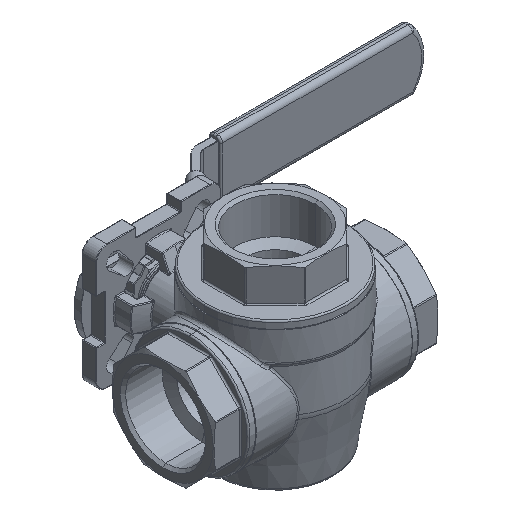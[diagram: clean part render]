
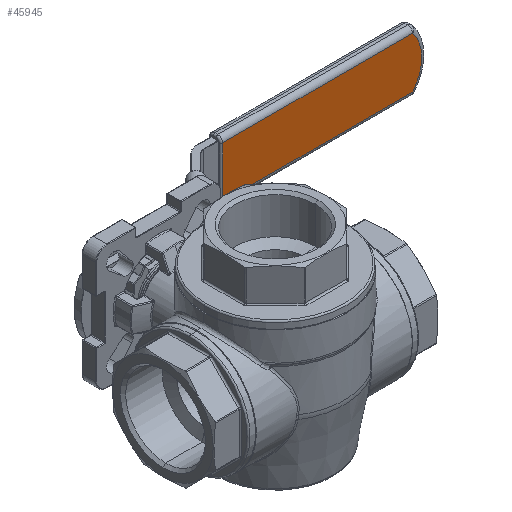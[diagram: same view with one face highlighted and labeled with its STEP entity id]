
A CAD part, isometric view. The second image highlights one B-rep face of the part: STEP entity #45945.
In plain terms, the highlighted planar face has unit normal (0, -1, 0).
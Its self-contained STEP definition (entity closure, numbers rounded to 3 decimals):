
#269 = AXIS2_PLACEMENT_3D ( 'NONE', #43834, #5819, #9953 ) ;
#310 = LINE ( 'NONE', #45723, #22958 ) ;
#3769 = DIRECTION ( 'NONE',  ( 0., -1., 0. ) ) ;
#4884 = ORIENTED_EDGE ( 'NONE', *, *, #28401, .T. ) ;
#5819 = DIRECTION ( 'NONE',  ( 0., 1., 0. ) ) ;
#7194 = VERTEX_POINT ( 'NONE', #16807 ) ;
#7571 = EDGE_CURVE ( 'NONE', #39252, #7194, #310, .T. ) ;
#8199 = VERTEX_POINT ( 'NONE', #23628 ) ;
#9953 = DIRECTION ( 'NONE',  ( 0., 0., 1. ) ) ;
#16807 = CARTESIAN_POINT ( 'NONE',  ( 73.485, 103., -14.3 ) ) ;
#17826 = CIRCLE ( 'NONE', #33861, 22.3 ) ;
#18062 = DIRECTION ( 'NONE',  ( 0., 0., 1. ) ) ;
#21814 = CARTESIAN_POINT ( 'NONE',  ( 188., 103., 14.3 ) ) ;
#22002 = DIRECTION ( 'NONE',  ( -1., 0., 0. ) ) ;
#22958 = VECTOR ( 'NONE', #54602, 1000. ) ;
#23628 = CARTESIAN_POINT ( 'NONE',  ( 180.11, 103., -14.3 ) ) ;
#28401 = EDGE_CURVE ( 'NONE', #8199, #39426, #17826, .T. ) ;
#29729 = EDGE_LOOP ( 'NONE', ( #48106, #53354, #4884, #43608 ) ) ;
#30047 = CARTESIAN_POINT ( 'NONE',  ( 73.485, 103., 14.3 ) ) ;
#31167 = PLANE ( 'NONE',  #269 ) ;
#32911 = VECTOR ( 'NONE', #52806, 1000. ) ;
#33768 = EDGE_CURVE ( 'NONE', #39426, #39252, #50824, .T. ) ;
#33861 = AXIS2_PLACEMENT_3D ( 'NONE', #46223, #3769, #18062 ) ;
#38846 = LINE ( 'NONE', #53000, #32911 ) ;
#39252 = VERTEX_POINT ( 'NONE', #30047 ) ;
#39426 = VERTEX_POINT ( 'NONE', #53232 ) ;
#40908 = VECTOR ( 'NONE', #22002, 1000. ) ;
#41576 = EDGE_CURVE ( 'NONE', #7194, #8199, #38846, .T. ) ;
#43608 = ORIENTED_EDGE ( 'NONE', *, *, #33768, .T. ) ;
#43834 = CARTESIAN_POINT ( 'NONE',  ( 188., 103., 17. ) ) ;
#45723 = CARTESIAN_POINT ( 'NONE',  ( 73.485, 103., 17. ) ) ;
#45935 = FACE_OUTER_BOUND ( 'NONE', #29729, .T. ) ;
#45945 = ADVANCED_FACE ( 'NONE', ( #45935 ), #31167, .F. ) ;
#46223 = CARTESIAN_POINT ( 'NONE',  ( 162.999, 103., 0. ) ) ;
#48106 = ORIENTED_EDGE ( 'NONE', *, *, #7571, .T. ) ;
#50824 = LINE ( 'NONE', #21814, #40908 ) ;
#52806 = DIRECTION ( 'NONE',  ( 1., 0., 0. ) ) ;
#53000 = CARTESIAN_POINT ( 'NONE',  ( 181.329, 103., -14.3 ) ) ;
#53232 = CARTESIAN_POINT ( 'NONE',  ( 180.11, 103., 14.3 ) ) ;
#53354 = ORIENTED_EDGE ( 'NONE', *, *, #41576, .T. ) ;
#54602 = DIRECTION ( 'NONE',  ( 0., 0., -1. ) ) ;
